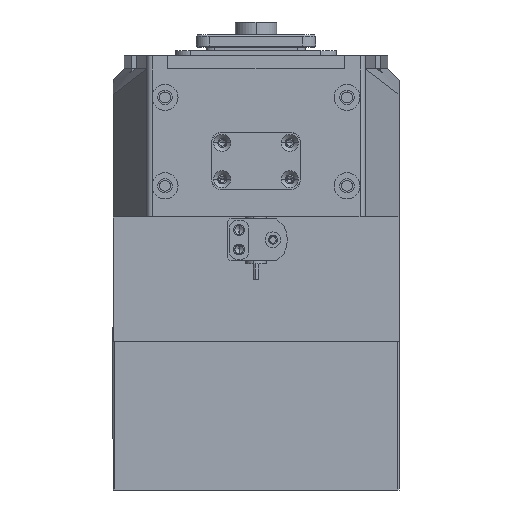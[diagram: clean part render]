
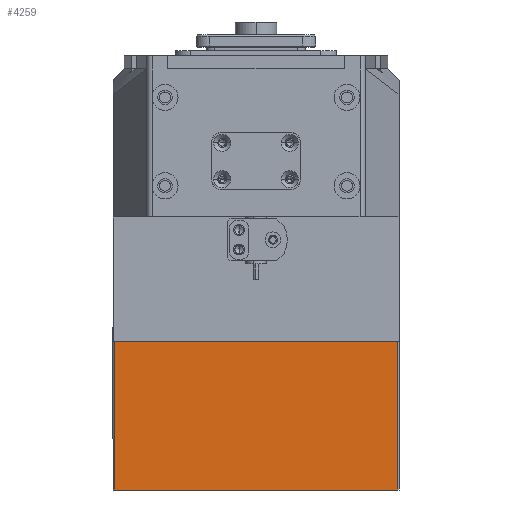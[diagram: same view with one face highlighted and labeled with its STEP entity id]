
A CAD part, left-side view. The second image highlights one B-rep face of the part: STEP entity #4259.
In plain terms, the highlighted planar face has unit normal (-1, 0, 0).
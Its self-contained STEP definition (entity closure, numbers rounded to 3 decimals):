
#2733 = EDGE_CURVE ( 'NONE', #19230, #26944, #3360, .T. ) ;
#3360 = LINE ( 'NONE', #8929, #29913 ) ;
#4259 = ADVANCED_FACE ( 'NONE', ( #44618 ), #9467, .T. ) ;
#5047 = LINE ( 'NONE', #23291, #37897 ) ;
#8590 = DIRECTION ( 'NONE',  ( 0., -1., 0. ) ) ;
#8929 = CARTESIAN_POINT ( 'NONE',  ( -111.343, 64.514, 126.842 ) ) ;
#9467 = PLANE ( 'NONE',  #41199 ) ;
#10141 = LINE ( 'NONE', #14966, #20290 ) ;
#13046 = DIRECTION ( 'NONE',  ( 0., -1., 0. ) ) ;
#14966 = CARTESIAN_POINT ( 'NONE',  ( -111.343, 64.514, 183.842 ) ) ;
#16837 = CARTESIAN_POINT ( 'NONE',  ( -111.343, 64.014, 178.842 ) ) ;
#17842 = LINE ( 'NONE', #16837, #27286 ) ;
#17912 = ORIENTED_EDGE ( 'NONE', *, *, #19952, .T. ) ;
#19230 = VERTEX_POINT ( 'NONE', #26088 ) ;
#19433 = DIRECTION ( 'NONE',  ( 0., 0., 1. ) ) ;
#19952 = EDGE_CURVE ( 'NONE', #21575, #19230, #17842, .T. ) ;
#20290 = VECTOR ( 'NONE', #43212, 1000. ) ;
#21575 = VERTEX_POINT ( 'NONE', #33750 ) ;
#22318 = CARTESIAN_POINT ( 'NONE',  ( -111.343, -44.986, 126.842 ) ) ;
#23045 = ORIENTED_EDGE ( 'NONE', *, *, #2733, .T. ) ;
#23291 = CARTESIAN_POINT ( 'NONE',  ( -111.343, -44.986, 178.842 ) ) ;
#25537 = CARTESIAN_POINT ( 'NONE',  ( -111.343, 64.514, 178.842 ) ) ;
#26088 = CARTESIAN_POINT ( 'NONE',  ( -111.343, 64.014, 126.842 ) ) ;
#26944 = VERTEX_POINT ( 'NONE', #22318 ) ;
#27286 = VECTOR ( 'NONE', #40852, 1000. ) ;
#27300 = CARTESIAN_POINT ( 'NONE',  ( -111.343, -44.986, 183.842 ) ) ;
#29913 = VECTOR ( 'NONE', #8590, 1000. ) ;
#30171 = ORIENTED_EDGE ( 'NONE', *, *, #33419, .F. ) ;
#33419 = EDGE_CURVE ( 'NONE', #21575, #40972, #10141, .T. ) ;
#33750 = CARTESIAN_POINT ( 'NONE',  ( -111.343, 64.014, 183.842 ) ) ;
#37897 = VECTOR ( 'NONE', #19433, 1000. ) ;
#40852 = DIRECTION ( 'NONE',  ( 0., 0., -1. ) ) ;
#40972 = VERTEX_POINT ( 'NONE', #27300 ) ;
#41199 = AXIS2_PLACEMENT_3D ( 'NONE', #25537, #41628, #13046 ) ;
#41628 = DIRECTION ( 'NONE',  ( -1., 0., 0. ) ) ;
#43212 = DIRECTION ( 'NONE',  ( 0., -1., 0. ) ) ;
#44618 = FACE_OUTER_BOUND ( 'NONE', #45980, .T. ) ;
#45329 = ORIENTED_EDGE ( 'NONE', *, *, #51884, .T. ) ;
#45980 = EDGE_LOOP ( 'NONE', ( #23045, #45329, #30171, #17912 ) ) ;
#51884 = EDGE_CURVE ( 'NONE', #26944, #40972, #5047, .T. ) ;
